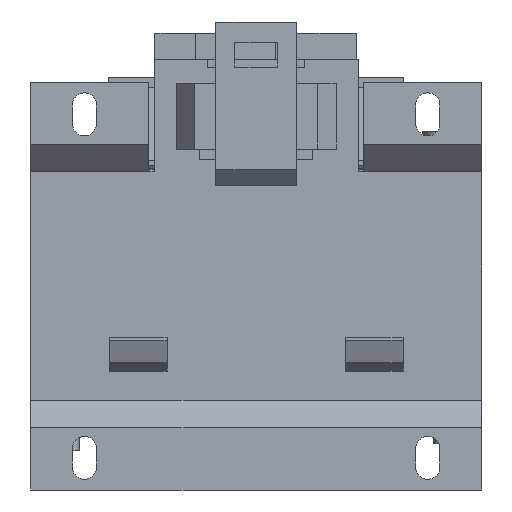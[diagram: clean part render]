
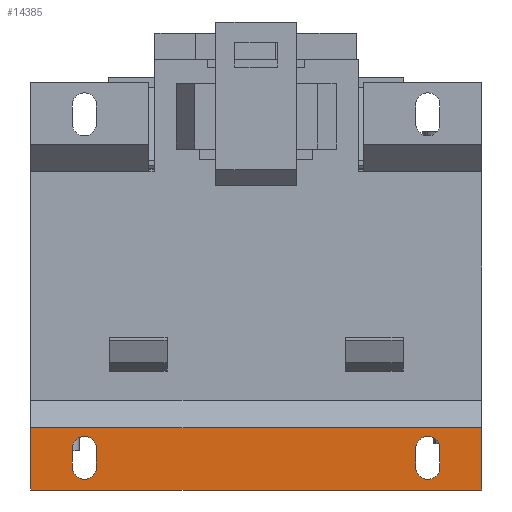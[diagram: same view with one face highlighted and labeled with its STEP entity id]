
A CAD part, front view. The second image highlights one B-rep face of the part: STEP entity #14385.
In plain terms, the highlighted planar face has unit normal (0, -1, 0).
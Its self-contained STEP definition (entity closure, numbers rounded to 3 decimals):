
#107 = VERTEX_POINT ( 'NONE', #16771 ) ;
#422 = ORIENTED_EDGE ( 'NONE', *, *, #440, .T. ) ;
#440 = EDGE_CURVE ( 'NONE', #12415, #8122, #6871, .T. ) ;
#513 = DIRECTION ( 'NONE',  ( 0., 1., 0. ) ) ;
#550 = ORIENTED_EDGE ( 'NONE', *, *, #17401, .T. ) ;
#658 = VECTOR ( 'NONE', #16231, 1000. ) ;
#669 = CARTESIAN_POINT ( 'NONE',  ( -29.75, -41.6, -33.75 ) ) ;
#721 = CIRCLE ( 'NONE', #10054, 2.25 ) ;
#763 = AXIS2_PLACEMENT_3D ( 'NONE', #12308, #18856, #18546 ) ;
#839 = CARTESIAN_POINT ( 'NONE',  ( 42., -41.6, -26.405 ) ) ;
#975 = VERTEX_POINT ( 'NONE', #15926 ) ;
#1007 = LINE ( 'NONE', #16526, #15872 ) ;
#1016 = DIRECTION ( 'NONE',  ( 0., 0., 1. ) ) ;
#1142 = EDGE_CURVE ( 'NONE', #6190, #8704, #5403, .T. ) ;
#1220 = EDGE_CURVE ( 'NONE', #7218, #3870, #14317, .T. ) ;
#1375 = EDGE_CURVE ( 'NONE', #18442, #6190, #4987, .T. ) ;
#1420 = ORIENTED_EDGE ( 'NONE', *, *, #15847, .T. ) ;
#1643 = CARTESIAN_POINT ( 'NONE',  ( 32., -41.6, -33.75 ) ) ;
#1887 = LINE ( 'NONE', #9702, #16224 ) ;
#2191 = ORIENTED_EDGE ( 'NONE', *, *, #1142, .T. ) ;
#2459 = CARTESIAN_POINT ( 'NONE',  ( -29.75, -41.6, -30.25 ) ) ;
#2615 = CIRCLE ( 'NONE', #19564, 2.25 ) ;
#2864 = EDGE_CURVE ( 'NONE', #975, #12864, #12353, .T. ) ;
#3200 = EDGE_CURVE ( 'NONE', #3870, #12415, #721, .T. ) ;
#3751 = FACE_BOUND ( 'NONE', #20356, .T. ) ;
#3870 = VERTEX_POINT ( 'NONE', #18397 ) ;
#4652 = EDGE_CURVE ( 'NONE', #5823, #107, #8666, .T. ) ;
#4714 = CARTESIAN_POINT ( 'NONE',  ( -32., -41.6, -30.25 ) ) ;
#4987 = CIRCLE ( 'NONE', #6992, 2.25 ) ;
#5302 = DIRECTION ( 'NONE',  ( 0., 0., -1. ) ) ;
#5403 = LINE ( 'NONE', #17891, #658 ) ;
#5422 = DIRECTION ( 'NONE',  ( 0., 0., 1. ) ) ;
#5603 = VECTOR ( 'NONE', #19015, 1000. ) ;
#5737 = CARTESIAN_POINT ( 'NONE',  ( 42., -41.6, -26.405 ) ) ;
#5823 = VERTEX_POINT ( 'NONE', #5737 ) ;
#6016 = EDGE_CURVE ( 'NONE', #8122, #14238, #20061, .T. ) ;
#6083 = DIRECTION ( 'NONE',  ( 0., 0., 1. ) ) ;
#6085 = ORIENTED_EDGE ( 'NONE', *, *, #15993, .T. ) ;
#6190 = VERTEX_POINT ( 'NONE', #15097 ) ;
#6214 = CARTESIAN_POINT ( 'NONE',  ( 42., -41.6, -38. ) ) ;
#6411 = CARTESIAN_POINT ( 'NONE',  ( 32., -41.6, -30.25 ) ) ;
#6454 = CARTESIAN_POINT ( 'NONE',  ( 32., -41.6, -30.25 ) ) ;
#6483 = CARTESIAN_POINT ( 'NONE',  ( 32., -41.6, -28. ) ) ;
#6647 = DIRECTION ( 'NONE',  ( 0., 1., 0. ) ) ;
#6871 = LINE ( 'NONE', #6977, #11629 ) ;
#6904 = CARTESIAN_POINT ( 'NONE',  ( -42., -41.6, -38. ) ) ;
#6977 = CARTESIAN_POINT ( 'NONE',  ( -29.75, -41.6, -30.25 ) ) ;
#6992 = AXIS2_PLACEMENT_3D ( 'NONE', #1643, #9258, #7998 ) ;
#7218 = VERTEX_POINT ( 'NONE', #9629 ) ;
#7228 = AXIS2_PLACEMENT_3D ( 'NONE', #839, #513, #5422 ) ;
#7998 = DIRECTION ( 'NONE',  ( 0., 0., 1. ) ) ;
#8122 = VERTEX_POINT ( 'NONE', #669 ) ;
#8257 = ORIENTED_EDGE ( 'NONE', *, *, #14405, .F. ) ;
#8560 = CARTESIAN_POINT ( 'NONE',  ( 42., -41.6, -26.405 ) ) ;
#8666 = LINE ( 'NONE', #8560, #11702 ) ;
#8704 = VERTEX_POINT ( 'NONE', #11301 ) ;
#9258 = DIRECTION ( 'NONE',  ( 0., 1., 0. ) ) ;
#9382 = ORIENTED_EDGE ( 'NONE', *, *, #3200, .T. ) ;
#9387 = VERTEX_POINT ( 'NONE', #11432 ) ;
#9459 = LINE ( 'NONE', #15691, #5603 ) ;
#9629 = CARTESIAN_POINT ( 'NONE',  ( -34.25, -41.6, -30.25 ) ) ;
#9702 = CARTESIAN_POINT ( 'NONE',  ( -42., -41.6, -26.405 ) ) ;
#9704 = CARTESIAN_POINT ( 'NONE',  ( -34.25, -41.6, -33.75 ) ) ;
#9725 = EDGE_CURVE ( 'NONE', #15439, #9387, #17435, .T. ) ;
#9978 = DIRECTION ( 'NONE',  ( 0., 0., 1. ) ) ;
#10054 = AXIS2_PLACEMENT_3D ( 'NONE', #4714, #10976, #6083 ) ;
#10113 = DIRECTION ( 'NONE',  ( 0., 0., -1. ) ) ;
#10320 = LINE ( 'NONE', #17906, #19863 ) ;
#10442 = DIRECTION ( 'NONE',  ( -1., 0., 0. ) ) ;
#10800 = DIRECTION ( 'NONE',  ( 0., 1., 0. ) ) ;
#10976 = DIRECTION ( 'NONE',  ( 0., 1., 0. ) ) ;
#11063 = ORIENTED_EDGE ( 'NONE', *, *, #6016, .T. ) ;
#11301 = CARTESIAN_POINT ( 'NONE',  ( 29.75, -41.6, -30.25 ) ) ;
#11346 = ORIENTED_EDGE ( 'NONE', *, *, #1375, .T. ) ;
#11432 = CARTESIAN_POINT ( 'NONE',  ( 34.25, -41.6, -30.25 ) ) ;
#11629 = VECTOR ( 'NONE', #5302, 1000. ) ;
#11702 = VECTOR ( 'NONE', #10442, 1000. ) ;
#11709 = EDGE_LOOP ( 'NONE', ( #20114, #13178, #8257, #19230 ) ) ;
#12308 = CARTESIAN_POINT ( 'NONE',  ( -32., -41.6, -33.75 ) ) ;
#12353 = LINE ( 'NONE', #6214, #16344 ) ;
#12415 = VERTEX_POINT ( 'NONE', #2459 ) ;
#12864 = VERTEX_POINT ( 'NONE', #6904 ) ;
#12979 = ORIENTED_EDGE ( 'NONE', *, *, #9725, .T. ) ;
#13030 = ORIENTED_EDGE ( 'NONE', *, *, #1220, .T. ) ;
#13178 = ORIENTED_EDGE ( 'NONE', *, *, #2864, .F. ) ;
#13337 = DIRECTION ( 'NONE',  ( 0., 0., -1. ) ) ;
#13623 = DIRECTION ( 'NONE',  ( 0., 1., 0. ) ) ;
#13778 = AXIS2_PLACEMENT_3D ( 'NONE', #6411, #10800, #15473 ) ;
#14238 = VERTEX_POINT ( 'NONE', #9704 ) ;
#14317 = CIRCLE ( 'NONE', #19625, 2.25 ) ;
#14385 = ADVANCED_FACE ( 'NONE', ( #19467, #3751, #19570 ), #18010, .F. ) ;
#14405 = EDGE_CURVE ( 'NONE', #5823, #975, #10320, .T. ) ;
#14859 = DIRECTION ( 'NONE',  ( 0., 0., -1. ) ) ;
#14977 = CARTESIAN_POINT ( 'NONE',  ( -32., -41.6, -30.25 ) ) ;
#15097 = CARTESIAN_POINT ( 'NONE',  ( 29.75, -41.6, -33.75 ) ) ;
#15439 = VERTEX_POINT ( 'NONE', #6483 ) ;
#15473 = DIRECTION ( 'NONE',  ( 0., 0., 1. ) ) ;
#15691 = CARTESIAN_POINT ( 'NONE',  ( -34.25, -41.6, -30.25 ) ) ;
#15847 = EDGE_CURVE ( 'NONE', #8704, #15439, #2615, .T. ) ;
#15872 = VECTOR ( 'NONE', #14859, 1000. ) ;
#15898 = CARTESIAN_POINT ( 'NONE',  ( 34.25, -41.6, -33.75 ) ) ;
#15926 = CARTESIAN_POINT ( 'NONE',  ( 42., -41.6, -38. ) ) ;
#15993 = EDGE_CURVE ( 'NONE', #9387, #18442, #1007, .T. ) ;
#16224 = VECTOR ( 'NONE', #10113, 1000. ) ;
#16231 = DIRECTION ( 'NONE',  ( 0., 0., 1. ) ) ;
#16344 = VECTOR ( 'NONE', #19105, 1000. ) ;
#16526 = CARTESIAN_POINT ( 'NONE',  ( 34.25, -41.6, -30.25 ) ) ;
#16543 = EDGE_LOOP ( 'NONE', ( #2191, #1420, #12979, #6085, #11346 ) ) ;
#16722 = EDGE_CURVE ( 'NONE', #107, #12864, #1887, .T. ) ;
#16771 = CARTESIAN_POINT ( 'NONE',  ( -42., -41.6, -26.405 ) ) ;
#17401 = EDGE_CURVE ( 'NONE', #14238, #7218, #9459, .T. ) ;
#17435 = CIRCLE ( 'NONE', #13778, 2.25 ) ;
#17891 = CARTESIAN_POINT ( 'NONE',  ( 29.75, -41.6, -30.25 ) ) ;
#17906 = CARTESIAN_POINT ( 'NONE',  ( 42., -41.6, -26.405 ) ) ;
#18010 = PLANE ( 'NONE',  #7228 ) ;
#18397 = CARTESIAN_POINT ( 'NONE',  ( -32., -41.6, -28. ) ) ;
#18442 = VERTEX_POINT ( 'NONE', #15898 ) ;
#18546 = DIRECTION ( 'NONE',  ( 0., 0., 1. ) ) ;
#18856 = DIRECTION ( 'NONE',  ( 0., 1., 0. ) ) ;
#19015 = DIRECTION ( 'NONE',  ( 0., 0., 1. ) ) ;
#19105 = DIRECTION ( 'NONE',  ( -1., 0., 0. ) ) ;
#19230 = ORIENTED_EDGE ( 'NONE', *, *, #4652, .T. ) ;
#19467 = FACE_BOUND ( 'NONE', #16543, .T. ) ;
#19564 = AXIS2_PLACEMENT_3D ( 'NONE', #6454, #6647, #9978 ) ;
#19570 = FACE_OUTER_BOUND ( 'NONE', #11709, .T. ) ;
#19625 = AXIS2_PLACEMENT_3D ( 'NONE', #14977, #13623, #1016 ) ;
#19863 = VECTOR ( 'NONE', #13337, 1000. ) ;
#20061 = CIRCLE ( 'NONE', #763, 2.25 ) ;
#20114 = ORIENTED_EDGE ( 'NONE', *, *, #16722, .T. ) ;
#20356 = EDGE_LOOP ( 'NONE', ( #550, #13030, #9382, #422, #11063 ) ) ;
